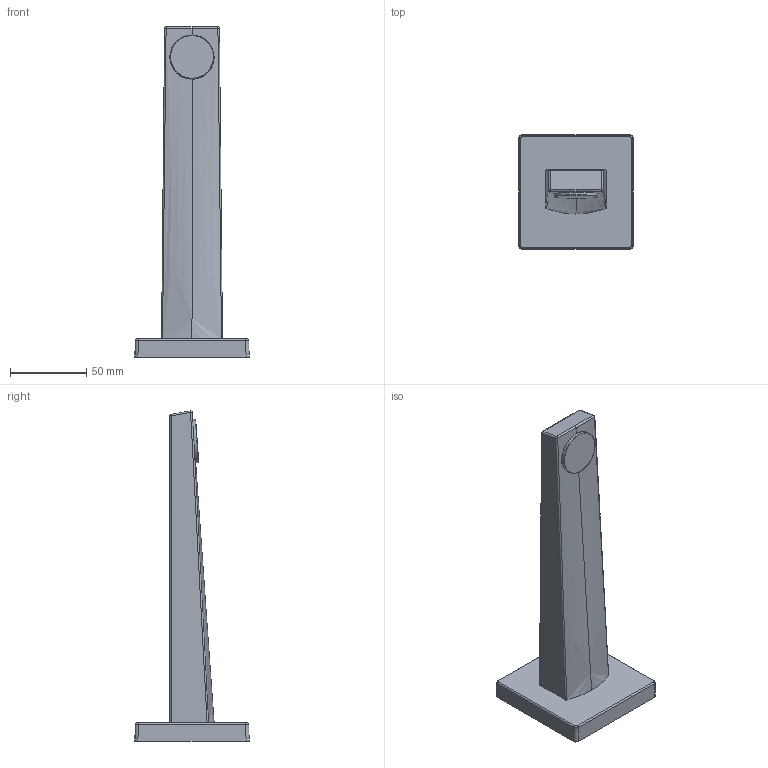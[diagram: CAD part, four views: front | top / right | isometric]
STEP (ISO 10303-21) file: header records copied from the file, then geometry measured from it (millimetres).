
FILE_DESCRIPTION (( 'STEP AP203' ), '1' );
FILE_NAME ('57652100.STEP', '2017-03-09T05:55:35', ( '' ), ( '' ), 'SwSTEP 2.0', 'SolidWorks 2016', '' );
FILE_SCHEMA (( 'CONFIG_CONTROL_DESIGN' ));
Length unit declared in the file: millimetre
Products named in the file (1): 57652100
Bounding box: 75 x 75 x 216.82 mm (x, y, z)
Volume: 232787.4 mm3; surface area: 37535.6 mm2
Topology: 1 solids, 1 shells, 41 faces, 101 edges, 60 vertices
Faces by surface type: bspline 16, cylinder 14, plane 11
Full cylindrical faces by diameter (mm): 28.5 x1
Entity records: 1927 total; most frequent: CARTESIAN_POINT 1053, ORIENTED_EDGE 188, DIRECTION 126, EDGE_CURVE 94, VERTEX_POINT 59, AXIS2_PLACEMENT_3D 45, EDGE_LOOP 45, FACE_OUTER_BOUND 43
